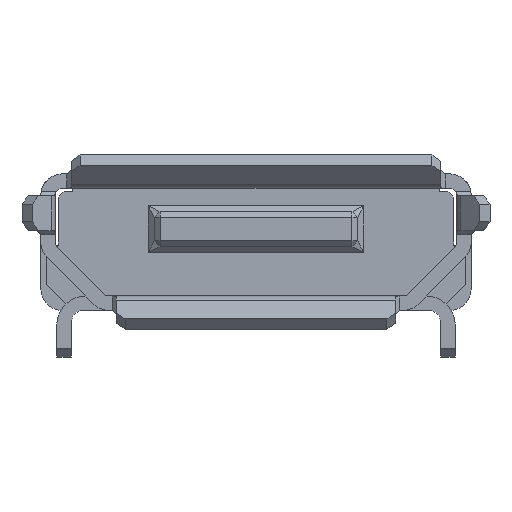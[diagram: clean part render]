
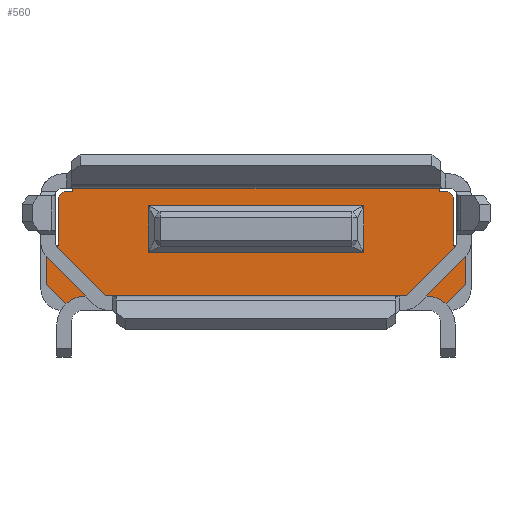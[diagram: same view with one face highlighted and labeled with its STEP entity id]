
A CAD part, left-side view. The second image highlights one B-rep face of the part: STEP entity #560.
In plain terms, the highlighted planar face has unit normal (-1, 0, 0).
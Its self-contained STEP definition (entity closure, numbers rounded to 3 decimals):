
#33 = VERTEX_POINT('',#34);
#34 = CARTESIAN_POINT('',(1.012,1.85,1.8));
#65 = VERTEX_POINT('',#66);
#66 = CARTESIAN_POINT('',(1.012,1.85,1.));
#107 = VERTEX_POINT('',#108);
#108 = CARTESIAN_POINT('',(1.012,-1.85,1.8));
#183 = VERTEX_POINT('',#184);
#184 = CARTESIAN_POINT('',(1.012,-1.85,1.));
#215 = EDGE_CURVE('',#183,#107,#216,.T.);
#216 = LINE('',#217,#218);
#217 = CARTESIAN_POINT('',(1.012,-1.85,1.079));
#218 = VECTOR('',#219,1.);
#219 = DIRECTION('',(0.,0.,1.));
#487 = EDGE_CURVE('',#65,#183,#488,.T.);
#488 = LINE('',#489,#490);
#489 = CARTESIAN_POINT('',(1.012,0.875,1.));
#490 = VECTOR('',#491,1.);
#491 = DIRECTION('',(0.,-1.,0.));
#509 = EDGE_CURVE('',#107,#33,#510,.T.);
#510 = LINE('',#511,#512);
#511 = CARTESIAN_POINT('',(1.012,-0.875,1.8));
#512 = VECTOR('',#513,1.);
#513 = DIRECTION('',(0.,1.,0.));
#531 = EDGE_CURVE('',#33,#65,#532,.T.);
#532 = LINE('',#533,#534);
#533 = CARTESIAN_POINT('',(1.012,1.85,1.379));
#534 = VECTOR('',#535,1.);
#535 = DIRECTION('',(0.,0.,-1.));
#560 = ADVANCED_FACE('',(#561,#755),#761,.T.);
#561 = FACE_BOUND('',#562,.T.);
#562 = EDGE_LOOP('',(#563,#573,#581,#589,#597,#605,#613,#621,#629,#637,
    #645,#653,#661,#669,#677,#685,#693,#701,#709,#717,#725,#733,#741,
    #749));
#563 = ORIENTED_EDGE('',*,*,#564,.F.);
#564 = EDGE_CURVE('',#565,#567,#569,.T.);
#565 = VERTEX_POINT('',#566);
#566 = CARTESIAN_POINT('',(1.012,3.4,1.95));
#567 = VERTEX_POINT('',#568);
#568 = CARTESIAN_POINT('',(1.012,3.3,2.05));
#569 = LINE('',#570,#571);
#570 = CARTESIAN_POINT('',(1.012,2.748,2.602)
  );
#571 = VECTOR('',#572,1.);
#572 = DIRECTION('',(0.,-0.707,0.707
    ));
#573 = ORIENTED_EDGE('',*,*,#574,.T.);
#574 = EDGE_CURVE('',#565,#575,#577,.T.);
#575 = VERTEX_POINT('',#576);
#576 = CARTESIAN_POINT('',(1.012,3.4,1.125));
#577 = LINE('',#578,#579);
#578 = CARTESIAN_POINT('',(1.012,3.4,2.05));
#579 = VECTOR('',#580,1.);
#580 = DIRECTION('',(0.,0.,-1.));
#581 = ORIENTED_EDGE('',*,*,#582,.F.);
#582 = EDGE_CURVE('',#583,#575,#585,.T.);
#583 = VERTEX_POINT('',#584);
#584 = CARTESIAN_POINT('',(1.012,3.6,1.125));
#585 = LINE('',#586,#587);
#586 = CARTESIAN_POINT('',(1.012,3.6,1.125));
#587 = VECTOR('',#588,1.);
#588 = DIRECTION('',(0.,-1.,0.));
#589 = ORIENTED_EDGE('',*,*,#590,.T.);
#590 = EDGE_CURVE('',#583,#591,#593,.T.);
#591 = VERTEX_POINT('',#592);
#592 = CARTESIAN_POINT('',(1.012,3.6,0.45));
#593 = LINE('',#594,#595);
#594 = CARTESIAN_POINT('',(1.012,3.6,1.125));
#595 = VECTOR('',#596,1.);
#596 = DIRECTION('',(0.,0.,-1.));
#597 = ORIENTED_EDGE('',*,*,#598,.F.);
#598 = EDGE_CURVE('',#599,#591,#601,.T.);
#599 = VERTEX_POINT('',#600);
#600 = CARTESIAN_POINT('',(1.012,3.2,0.05));
#601 = LINE('',#602,#603);
#602 = CARTESIAN_POINT('',(1.012,2.752,-0.398
    ));
#603 = VECTOR('',#604,1.);
#604 = DIRECTION('',(0.,0.707,0.707)
  );
#605 = ORIENTED_EDGE('',*,*,#606,.T.);
#606 = EDGE_CURVE('',#599,#607,#609,.T.);
#607 = VERTEX_POINT('',#608);
#608 = CARTESIAN_POINT('',(1.012,2.075,0.05));
#609 = LINE('',#610,#611);
#610 = CARTESIAN_POINT('',(1.012,3.6,0.05));
#611 = VECTOR('',#612,1.);
#612 = DIRECTION('',(0.,-1.,0.));
#613 = ORIENTED_EDGE('',*,*,#614,.F.);
#614 = EDGE_CURVE('',#615,#607,#617,.T.);
#615 = VERTEX_POINT('',#616);
#616 = CARTESIAN_POINT('',(1.012,2.075,0.25));
#617 = LINE('',#618,#619);
#618 = CARTESIAN_POINT('',(1.012,2.075,0.025));
#619 = VECTOR('',#620,1.);
#620 = DIRECTION('',(0.,0.,-1.));
#621 = ORIENTED_EDGE('',*,*,#622,.F.);
#622 = EDGE_CURVE('',#623,#615,#625,.T.);
#623 = VERTEX_POINT('',#624);
#624 = CARTESIAN_POINT('',(1.012,1.375,0.25));
#625 = LINE('',#626,#627);
#626 = CARTESIAN_POINT('',(1.012,0.538,0.25));
#627 = VECTOR('',#628,1.);
#628 = DIRECTION('',(0.,1.,0.));
#629 = ORIENTED_EDGE('',*,*,#630,.F.);
#630 = EDGE_CURVE('',#631,#623,#633,.T.);
#631 = VERTEX_POINT('',#632);
#632 = CARTESIAN_POINT('',(1.012,1.375,0.05));
#633 = LINE('',#634,#635);
#634 = CARTESIAN_POINT('',(1.012,1.375,0.529));
#635 = VECTOR('',#636,1.);
#636 = DIRECTION('',(0.,0.,1.));
#637 = ORIENTED_EDGE('',*,*,#638,.T.);
#638 = EDGE_CURVE('',#631,#639,#641,.T.);
#639 = VERTEX_POINT('',#640);
#640 = CARTESIAN_POINT('',(1.012,-1.375,0.05));
#641 = LINE('',#642,#643);
#642 = CARTESIAN_POINT('',(1.012,1.75,0.05));
#643 = VECTOR('',#644,1.);
#644 = DIRECTION('',(0.,-1.,0.));
#645 = ORIENTED_EDGE('',*,*,#646,.F.);
#646 = EDGE_CURVE('',#647,#639,#649,.T.);
#647 = VERTEX_POINT('',#648);
#648 = CARTESIAN_POINT('',(1.012,-1.375,0.25));
#649 = LINE('',#650,#651);
#650 = CARTESIAN_POINT('',(1.012,-1.375,0.529));
#651 = VECTOR('',#652,1.);
#652 = DIRECTION('',(0.,0.,-1.));
#653 = ORIENTED_EDGE('',*,*,#654,.F.);
#654 = EDGE_CURVE('',#655,#647,#657,.T.);
#655 = VERTEX_POINT('',#656);
#656 = CARTESIAN_POINT('',(1.012,-2.075,0.25));
#657 = LINE('',#658,#659);
#658 = CARTESIAN_POINT('',(1.012,-3.063,0.25));
#659 = VECTOR('',#660,1.);
#660 = DIRECTION('',(0.,1.,0.));
#661 = ORIENTED_EDGE('',*,*,#662,.F.);
#662 = EDGE_CURVE('',#663,#655,#665,.T.);
#663 = VERTEX_POINT('',#664);
#664 = CARTESIAN_POINT('',(1.012,-2.075,0.05));
#665 = LINE('',#666,#667);
#666 = CARTESIAN_POINT('',(1.012,-2.075,0.025));
#667 = VECTOR('',#668,1.);
#668 = DIRECTION('',(0.,0.,1.));
#669 = ORIENTED_EDGE('',*,*,#670,.F.);
#670 = EDGE_CURVE('',#671,#663,#673,.T.);
#671 = VERTEX_POINT('',#672);
#672 = CARTESIAN_POINT('',(1.012,-3.2,0.05));
#673 = LINE('',#674,#675);
#674 = CARTESIAN_POINT('',(1.012,-3.6,0.05));
#675 = VECTOR('',#676,1.);
#676 = DIRECTION('',(0.,1.,0.));
#677 = ORIENTED_EDGE('',*,*,#678,.F.);
#678 = EDGE_CURVE('',#679,#671,#681,.T.);
#679 = VERTEX_POINT('',#680);
#680 = CARTESIAN_POINT('',(1.012,-3.6,0.45));
#681 = LINE('',#682,#683);
#682 = CARTESIAN_POINT('',(1.012,-2.752,
    -0.398));
#683 = VECTOR('',#684,1.);
#684 = DIRECTION('',(0.,0.707,-0.707)
  );
#685 = ORIENTED_EDGE('',*,*,#686,.F.);
#686 = EDGE_CURVE('',#687,#679,#689,.T.);
#687 = VERTEX_POINT('',#688);
#688 = CARTESIAN_POINT('',(1.012,-3.6,1.125));
#689 = LINE('',#690,#691);
#690 = CARTESIAN_POINT('',(1.012,-3.6,1.125));
#691 = VECTOR('',#692,1.);
#692 = DIRECTION('',(0.,0.,-1.));
#693 = ORIENTED_EDGE('',*,*,#694,.T.);
#694 = EDGE_CURVE('',#687,#695,#697,.T.);
#695 = VERTEX_POINT('',#696);
#696 = CARTESIAN_POINT('',(1.012,-3.4,1.125));
#697 = LINE('',#698,#699);
#698 = CARTESIAN_POINT('',(1.012,-3.6,1.125));
#699 = VECTOR('',#700,1.);
#700 = DIRECTION('',(0.,1.,0.));
#701 = ORIENTED_EDGE('',*,*,#702,.T.);
#702 = EDGE_CURVE('',#695,#703,#705,.T.);
#703 = VERTEX_POINT('',#704);
#704 = CARTESIAN_POINT('',(1.012,-3.4,1.95));
#705 = LINE('',#706,#707);
#706 = CARTESIAN_POINT('',(1.012,-3.4,0.3));
#707 = VECTOR('',#708,1.);
#708 = DIRECTION('',(0.,0.,1.));
#709 = ORIENTED_EDGE('',*,*,#710,.F.);
#710 = EDGE_CURVE('',#711,#703,#713,.T.);
#711 = VERTEX_POINT('',#712);
#712 = CARTESIAN_POINT('',(1.012,-3.3,2.05));
#713 = LINE('',#714,#715);
#714 = CARTESIAN_POINT('',(1.012,-2.748,2.602
    ));
#715 = VECTOR('',#716,1.);
#716 = DIRECTION('',(0.,-0.707,
    -0.707));
#717 = ORIENTED_EDGE('',*,*,#718,.T.);
#718 = EDGE_CURVE('',#711,#719,#721,.T.);
#719 = VERTEX_POINT('',#720);
#720 = CARTESIAN_POINT('',(1.012,-3.15,2.05));
#721 = LINE('',#722,#723);
#722 = CARTESIAN_POINT('',(1.012,-3.4,2.05));
#723 = VECTOR('',#724,1.);
#724 = DIRECTION('',(0.,1.,0.));
#725 = ORIENTED_EDGE('',*,*,#726,.F.);
#726 = EDGE_CURVE('',#727,#719,#729,.T.);
#727 = VERTEX_POINT('',#728);
#728 = CARTESIAN_POINT('',(1.012,-3.15,2.1));
#729 = LINE('',#730,#731);
#730 = CARTESIAN_POINT('',(1.012,-3.15,2.3));
#731 = VECTOR('',#732,1.);
#732 = DIRECTION('',(0.,0.,-1.));
#733 = ORIENTED_EDGE('',*,*,#734,.F.);
#734 = EDGE_CURVE('',#735,#727,#737,.T.);
#735 = VERTEX_POINT('',#736);
#736 = CARTESIAN_POINT('',(1.012,3.15,2.1));
#737 = LINE('',#738,#739);
#738 = CARTESIAN_POINT('',(1.012,0.088,2.1));
#739 = VECTOR('',#740,1.);
#740 = DIRECTION('',(0.,-1.,0.));
#741 = ORIENTED_EDGE('',*,*,#742,.T.);
#742 = EDGE_CURVE('',#735,#743,#745,.T.);
#743 = VERTEX_POINT('',#744);
#744 = CARTESIAN_POINT('',(1.012,3.15,2.05));
#745 = LINE('',#746,#747);
#746 = CARTESIAN_POINT('',(1.012,3.15,2.3));
#747 = VECTOR('',#748,1.);
#748 = DIRECTION('',(0.,0.,-1.));
#749 = ORIENTED_EDGE('',*,*,#750,.T.);
#750 = EDGE_CURVE('',#743,#567,#751,.T.);
#751 = LINE('',#752,#753);
#752 = CARTESIAN_POINT('',(1.012,2.673,2.05));
#753 = VECTOR('',#754,1.);
#754 = DIRECTION('',(0.,1.,0.));
#755 = FACE_BOUND('',#756,.T.);
#756 = EDGE_LOOP('',(#757,#758,#759,#760));
#757 = ORIENTED_EDGE('',*,*,#215,.F.);
#758 = ORIENTED_EDGE('',*,*,#487,.F.);
#759 = ORIENTED_EDGE('',*,*,#531,.F.);
#760 = ORIENTED_EDGE('',*,*,#509,.F.);
#761 = PLANE('',#762);
#762 = AXIS2_PLACEMENT_3D('',#763,#764,#765);
#763 = CARTESIAN_POINT('',(1.012,0.,
    1.059));
#764 = DIRECTION('',(-1.,0.,0.));
#765 = DIRECTION('',(0.,0.,-1.));
